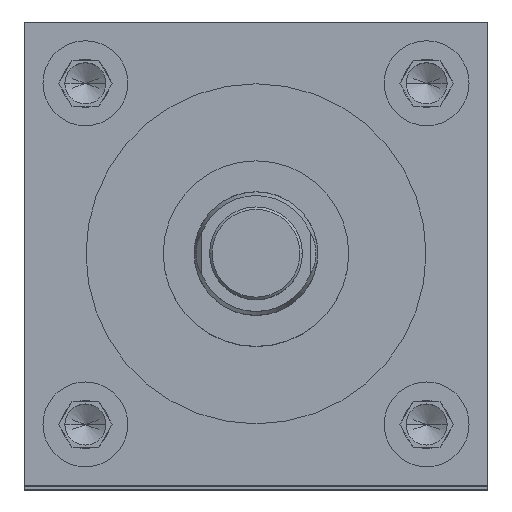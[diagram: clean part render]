
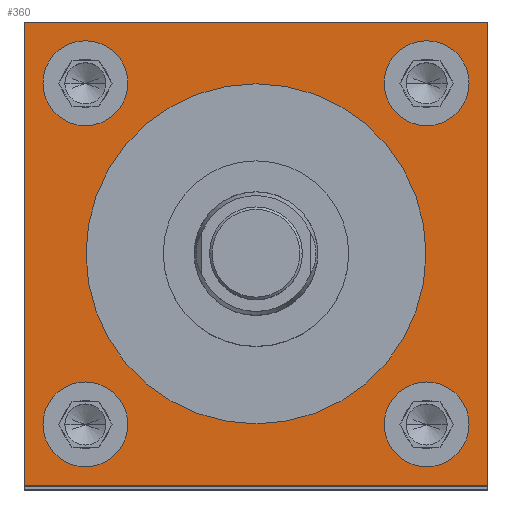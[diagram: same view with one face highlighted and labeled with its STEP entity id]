
A CAD part, top view. The second image highlights one B-rep face of the part: STEP entity #360.
In plain terms, the highlighted planar face has unit normal (0, 0, 1).
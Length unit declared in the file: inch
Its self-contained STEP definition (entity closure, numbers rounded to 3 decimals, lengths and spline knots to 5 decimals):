
#29 = VERTEX_POINT ( 'NONE', #6381 ) ;
#72 = DIRECTION ( 'NONE',  ( 1., 0., 0. ) ) ;
#81 = DIRECTION ( 'NONE',  ( 1., 0., 0. ) ) ;
#142 = CARTESIAN_POINT ( 'NONE',  ( 1.38, -1.38, 20.25 ) ) ;
#161 = DIRECTION ( 'NONE',  ( 0., 0., 1. ) ) ;
#179 = EDGE_LOOP ( 'NONE', ( #2885, #5985 ) ) ;
#196 = DIRECTION ( 'NONE',  ( 0., 0., 1. ) ) ;
#208 = CARTESIAN_POINT ( 'NONE',  ( -1.875, -1.875, 20.25 ) ) ;
#213 = DIRECTION ( 'NONE',  ( 0., 0., 1. ) ) ;
#250 = VERTEX_POINT ( 'NONE', #4240 ) ;
#280 = AXIS2_PLACEMENT_3D ( 'NONE', #660, #161, #1711 ) ;
#360 = ADVANCED_FACE ( 'NONE', ( #2893, #6691, #1174, #2788, #2251, #4418 ), #1245, .F. ) ;
#371 = DIRECTION ( 'NONE',  ( 0., 0., 1. ) ) ;
#385 = EDGE_CURVE ( 'NONE', #3598, #5708, #5583, .T. ) ;
#395 = ORIENTED_EDGE ( 'NONE', *, *, #1045, .F. ) ;
#517 = CARTESIAN_POINT ( 'NONE',  ( -1.38, -1.38, 20.25 ) ) ;
#542 = EDGE_CURVE ( 'NONE', #1577, #4310, #3826, .T. ) ;
#603 = CARTESIAN_POINT ( 'NONE',  ( 1.875, 1.875, 20.25 ) ) ;
#611 = CIRCLE ( 'NONE', #1768, 1.375 ) ;
#618 = EDGE_CURVE ( 'NONE', #4636, #3541, #3248, .T. ) ;
#660 = CARTESIAN_POINT ( 'NONE',  ( -1.38, 1.38, 20.25 ) ) ;
#681 = DIRECTION ( 'NONE',  ( 1., 0., 0. ) ) ;
#740 = AXIS2_PLACEMENT_3D ( 'NONE', #2855, #3912, #6079 ) ;
#781 = CARTESIAN_POINT ( 'NONE',  ( 1.875, -1.875, 20.25 ) ) ;
#1045 = EDGE_CURVE ( 'NONE', #2074, #1560, #6945, .T. ) ;
#1144 = ORIENTED_EDGE ( 'NONE', *, *, #2343, .T. ) ;
#1147 = LINE ( 'NONE', #208, #3163 ) ;
#1174 = FACE_BOUND ( 'NONE', #6989, .T. ) ;
#1245 = PLANE ( 'NONE',  #740 ) ;
#1307 = DIRECTION ( 'NONE',  ( 0., 0., 1. ) ) ;
#1386 = CARTESIAN_POINT ( 'NONE',  ( 0., 0., 20.25 ) ) ;
#1401 = ORIENTED_EDGE ( 'NONE', *, *, #542, .F. ) ;
#1560 = VERTEX_POINT ( 'NONE', #4313 ) ;
#1568 = ORIENTED_EDGE ( 'NONE', *, *, #5823, .T. ) ;
#1577 = VERTEX_POINT ( 'NONE', #2144 ) ;
#1619 = CIRCLE ( 'NONE', #3928, 0.3435 ) ;
#1711 = DIRECTION ( 'NONE',  ( 1., 0., 0. ) ) ;
#1764 = DIRECTION ( 'NONE',  ( 1., 0., 0. ) ) ;
#1768 = AXIS2_PLACEMENT_3D ( 'NONE', #1386, #4019, #4673 ) ;
#1773 = EDGE_LOOP ( 'NONE', ( #4151, #6186 ) ) ;
#1912 = CIRCLE ( 'NONE', #3746, 1.375 ) ;
#2007 = VECTOR ( 'NONE', #3651, 39.37008 ) ;
#2074 = VERTEX_POINT ( 'NONE', #3836 ) ;
#2144 = CARTESIAN_POINT ( 'NONE',  ( 1.7235, -1.38, 20.25 ) ) ;
#2235 = ORIENTED_EDGE ( 'NONE', *, *, #3119, .F. ) ;
#2251 = FACE_BOUND ( 'NONE', #1773, .T. ) ;
#2343 = EDGE_CURVE ( 'NONE', #3086, #5979, #6326, .T. ) ;
#2377 = CARTESIAN_POINT ( 'NONE',  ( -1.38, 1.38, 20.25 ) ) ;
#2401 = DIRECTION ( 'NONE',  ( 1., 0., 0. ) ) ;
#2431 = DIRECTION ( 'NONE',  ( 0., 1., 0. ) ) ;
#2480 = AXIS2_PLACEMENT_3D ( 'NONE', #5425, #371, #4778 ) ;
#2500 = ORIENTED_EDGE ( 'NONE', *, *, #3054, .T. ) ;
#2569 = EDGE_CURVE ( 'NONE', #4310, #1577, #1619, .T. ) ;
#2612 = EDGE_CURVE ( 'NONE', #5708, #3598, #4168, .T. ) ;
#2738 = CARTESIAN_POINT ( 'NONE',  ( -1.875, 1.875, 20.25 ) ) ;
#2788 = FACE_BOUND ( 'NONE', #179, .T. ) ;
#2855 = CARTESIAN_POINT ( 'NONE',  ( -1.875, 1.875, 20.25 ) ) ;
#2885 = ORIENTED_EDGE ( 'NONE', *, *, #2612, .F. ) ;
#2893 = FACE_BOUND ( 'NONE', #6303, .T. ) ;
#2975 = LINE ( 'NONE', #781, #6475 ) ;
#2992 = EDGE_LOOP ( 'NONE', ( #395, #2235 ) ) ;
#3039 = EDGE_CURVE ( 'NONE', #3078, #5165, #1912, .T. ) ;
#3054 = EDGE_CURVE ( 'NONE', #250, #29, #1147, .T. ) ;
#3078 = VERTEX_POINT ( 'NONE', #4541 ) ;
#3086 = VERTEX_POINT ( 'NONE', #603 ) ;
#3094 = CARTESIAN_POINT ( 'NONE',  ( 1.38, 1.38, 20.25 ) ) ;
#3119 = EDGE_CURVE ( 'NONE', #1560, #2074, #5366, .T. ) ;
#3163 = VECTOR ( 'NONE', #2401, 39.37008 ) ;
#3207 = VECTOR ( 'NONE', #6305, 39.37008 ) ;
#3248 = CIRCLE ( 'NONE', #5102, 0.3435 ) ;
#3541 = VERTEX_POINT ( 'NONE', #6490 ) ;
#3561 = ORIENTED_EDGE ( 'NONE', *, *, #618, .F. ) ;
#3598 = VERTEX_POINT ( 'NONE', #6422 ) ;
#3631 = ORIENTED_EDGE ( 'NONE', *, *, #6807, .F. ) ;
#3651 = DIRECTION ( 'NONE',  ( -1., 0., 0. ) ) ;
#3746 = AXIS2_PLACEMENT_3D ( 'NONE', #4465, #6703, #1764 ) ;
#3826 = CIRCLE ( 'NONE', #4523, 0.3435 ) ;
#3836 = CARTESIAN_POINT ( 'NONE',  ( 1.7235, 1.38, 20.25 ) ) ;
#3912 = DIRECTION ( 'NONE',  ( 0., 0., -1. ) ) ;
#3928 = AXIS2_PLACEMENT_3D ( 'NONE', #142, #213, #72 ) ;
#4019 = DIRECTION ( 'NONE',  ( 0., 0., 1. ) ) ;
#4151 = ORIENTED_EDGE ( 'NONE', *, *, #3039, .F. ) ;
#4168 = CIRCLE ( 'NONE', #5316, 0.3435 ) ;
#4176 = LINE ( 'NONE', #6842, #3207 ) ;
#4201 = CARTESIAN_POINT ( 'NONE',  ( -1.875, 1.875, 20.25 ) ) ;
#4240 = CARTESIAN_POINT ( 'NONE',  ( -1.875, -1.875, 20.25 ) ) ;
#4310 = VERTEX_POINT ( 'NONE', #6507 ) ;
#4313 = CARTESIAN_POINT ( 'NONE',  ( 1.0365, 1.38, 20.25 ) ) ;
#4337 = CARTESIAN_POINT ( 'NONE',  ( -1.38, -1.38, 20.25 ) ) ;
#4418 = FACE_OUTER_BOUND ( 'NONE', #6597, .T. ) ;
#4465 = CARTESIAN_POINT ( 'NONE',  ( 0., 0., 20.25 ) ) ;
#4523 = AXIS2_PLACEMENT_3D ( 'NONE', #6222, #196, #6800 ) ;
#4541 = CARTESIAN_POINT ( 'NONE',  ( 1.375, 0., 20.25 ) ) ;
#4636 = VERTEX_POINT ( 'NONE', #6339 ) ;
#4673 = DIRECTION ( 'NONE',  ( 1., 0., 0. ) ) ;
#4700 = EDGE_CURVE ( 'NONE', #5979, #250, #4176, .T. ) ;
#4778 = DIRECTION ( 'NONE',  ( 1., 0., 0. ) ) ;
#5102 = AXIS2_PLACEMENT_3D ( 'NONE', #4337, #5418, #6495 ) ;
#5165 = VERTEX_POINT ( 'NONE', #5548 ) ;
#5316 = AXIS2_PLACEMENT_3D ( 'NONE', #2377, #1307, #681 ) ;
#5366 = CIRCLE ( 'NONE', #2480, 0.3435 ) ;
#5379 = DIRECTION ( 'NONE',  ( 1., 0., 0. ) ) ;
#5418 = DIRECTION ( 'NONE',  ( 0., 0., 1. ) ) ;
#5425 = CARTESIAN_POINT ( 'NONE',  ( 1.38, 1.38, 20.25 ) ) ;
#5548 = CARTESIAN_POINT ( 'NONE',  ( -1.375, 0., 20.25 ) ) ;
#5573 = CIRCLE ( 'NONE', #6955, 0.3435 ) ;
#5583 = CIRCLE ( 'NONE', #280, 0.3435 ) ;
#5708 = VERTEX_POINT ( 'NONE', #6769 ) ;
#5823 = EDGE_CURVE ( 'NONE', #29, #3086, #2975, .T. ) ;
#5979 = VERTEX_POINT ( 'NONE', #2738 ) ;
#5985 = ORIENTED_EDGE ( 'NONE', *, *, #385, .F. ) ;
#6079 = DIRECTION ( 'NONE',  ( -1., 0., 0. ) ) ;
#6186 = ORIENTED_EDGE ( 'NONE', *, *, #6863, .F. ) ;
#6222 = CARTESIAN_POINT ( 'NONE',  ( 1.38, -1.38, 20.25 ) ) ;
#6248 = AXIS2_PLACEMENT_3D ( 'NONE', #3094, #6454, #5379 ) ;
#6303 = EDGE_LOOP ( 'NONE', ( #1401, #6410 ) ) ;
#6305 = DIRECTION ( 'NONE',  ( 0., -1., 0. ) ) ;
#6326 = LINE ( 'NONE', #4201, #2007 ) ;
#6339 = CARTESIAN_POINT ( 'NONE',  ( -1.0365, -1.38, 20.25 ) ) ;
#6381 = CARTESIAN_POINT ( 'NONE',  ( 1.875, -1.875, 20.25 ) ) ;
#6410 = ORIENTED_EDGE ( 'NONE', *, *, #2569, .F. ) ;
#6414 = ORIENTED_EDGE ( 'NONE', *, *, #4700, .T. ) ;
#6422 = CARTESIAN_POINT ( 'NONE',  ( -1.7235, 1.38, 20.25 ) ) ;
#6454 = DIRECTION ( 'NONE',  ( 0., 0., 1. ) ) ;
#6475 = VECTOR ( 'NONE', #2431, 39.37008 ) ;
#6490 = CARTESIAN_POINT ( 'NONE',  ( -1.7235, -1.38, 20.25 ) ) ;
#6495 = DIRECTION ( 'NONE',  ( 1., 0., 0. ) ) ;
#6507 = CARTESIAN_POINT ( 'NONE',  ( 1.0365, -1.38, 20.25 ) ) ;
#6542 = DIRECTION ( 'NONE',  ( 0., 0., 1. ) ) ;
#6597 = EDGE_LOOP ( 'NONE', ( #6414, #2500, #1568, #1144 ) ) ;
#6691 = FACE_BOUND ( 'NONE', #2992, .T. ) ;
#6703 = DIRECTION ( 'NONE',  ( 0., 0., 1. ) ) ;
#6769 = CARTESIAN_POINT ( 'NONE',  ( -1.0365, 1.38, 20.25 ) ) ;
#6800 = DIRECTION ( 'NONE',  ( 1., 0., 0. ) ) ;
#6807 = EDGE_CURVE ( 'NONE', #3541, #4636, #5573, .T. ) ;
#6842 = CARTESIAN_POINT ( 'NONE',  ( -1.875, -1.875, 20.25 ) ) ;
#6863 = EDGE_CURVE ( 'NONE', #5165, #3078, #611, .T. ) ;
#6945 = CIRCLE ( 'NONE', #6248, 0.3435 ) ;
#6955 = AXIS2_PLACEMENT_3D ( 'NONE', #517, #6542, #81 ) ;
#6989 = EDGE_LOOP ( 'NONE', ( #3561, #3631 ) ) ;
